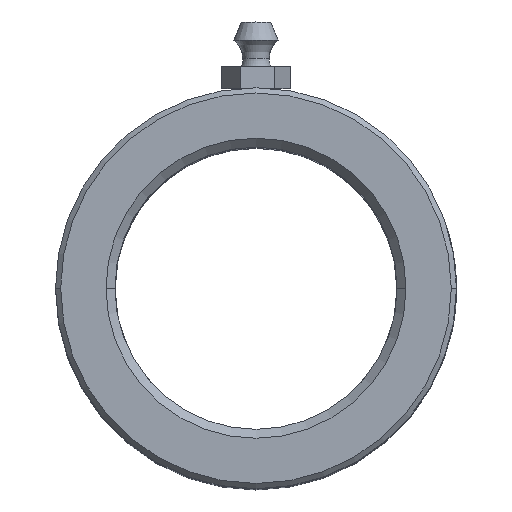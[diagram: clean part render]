
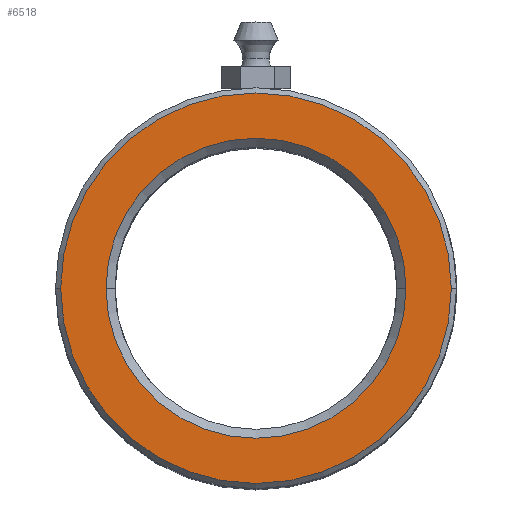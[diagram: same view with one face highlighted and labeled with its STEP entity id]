
A CAD part, top view. The second image highlights one B-rep face of the part: STEP entity #6518.
In plain terms, the highlighted planar face has unit normal (0, 0, 1).
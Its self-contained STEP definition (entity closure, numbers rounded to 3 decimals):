
#72 = DIRECTION ( 'NONE',  ( 0., 0., -1. ) ) ;
#109 = DIRECTION ( 'NONE',  ( 1., 0., 0. ) ) ;
#308 = EDGE_CURVE ( 'NONE', #2979, #1421, #2242, .T. ) ;
#380 = CARTESIAN_POINT ( 'NONE',  ( -26.3, 0., 100. ) ) ;
#465 = CARTESIAN_POINT ( 'NONE',  ( 0., 0., 100. ) ) ;
#553 = ORIENTED_EDGE ( 'NONE', *, *, #3207, .T. ) ;
#1226 = CARTESIAN_POINT ( 'NONE',  ( 0., 0., 100. ) ) ;
#1288 = DIRECTION ( 'NONE',  ( 1., 0., 0. ) ) ;
#1421 = VERTEX_POINT ( 'NONE', #2167 ) ;
#1432 = AXIS2_PLACEMENT_3D ( 'NONE', #1226, #6110, #1288 ) ;
#1548 = DIRECTION ( 'NONE',  ( 1., 0., 0. ) ) ;
#1645 = EDGE_LOOP ( 'NONE', ( #4826, #6783 ) ) ;
#1708 = CARTESIAN_POINT ( 'NONE',  ( 0., 0., 100. ) ) ;
#1837 = CIRCLE ( 'NONE', #4968, 26.3 ) ;
#2140 = EDGE_LOOP ( 'NONE', ( #553, #6722 ) ) ;
#2167 = CARTESIAN_POINT ( 'NONE',  ( 26.3, 0., 100. ) ) ;
#2180 = DIRECTION ( 'NONE',  ( 1., 0., 0. ) ) ;
#2195 = CIRCLE ( 'NONE', #2796, 20.2 ) ;
#2234 = CARTESIAN_POINT ( 'NONE',  ( 0., 0., 100. ) ) ;
#2242 = CIRCLE ( 'NONE', #6088, 26.3 ) ;
#2322 = PLANE ( 'NONE',  #1432 ) ;
#2338 = EDGE_CURVE ( 'NONE', #1421, #2979, #1837, .T. ) ;
#2679 = CARTESIAN_POINT ( 'NONE',  ( 20.2, 0., 100. ) ) ;
#2796 = AXIS2_PLACEMENT_3D ( 'NONE', #6545, #3887, #109 ) ;
#2979 = VERTEX_POINT ( 'NONE', #380 ) ;
#3207 = EDGE_CURVE ( 'NONE', #4241, #3512, #2195, .T. ) ;
#3353 = CIRCLE ( 'NONE', #5634, 20.2 ) ;
#3512 = VERTEX_POINT ( 'NONE', #6154 ) ;
#3887 = DIRECTION ( 'NONE',  ( 0., 0., -1. ) ) ;
#4241 = VERTEX_POINT ( 'NONE', #2679 ) ;
#4826 = ORIENTED_EDGE ( 'NONE', *, *, #308, .T. ) ;
#4829 = DIRECTION ( 'NONE',  ( 1., 0., 0. ) ) ;
#4968 = AXIS2_PLACEMENT_3D ( 'NONE', #1708, #5444, #2180 ) ;
#5105 = FACE_BOUND ( 'NONE', #2140, .T. ) ;
#5444 = DIRECTION ( 'NONE',  ( 0., 0., 1. ) ) ;
#5536 = FACE_OUTER_BOUND ( 'NONE', #1645, .T. ) ;
#5634 = AXIS2_PLACEMENT_3D ( 'NONE', #2234, #72, #4829 ) ;
#5673 = EDGE_CURVE ( 'NONE', #3512, #4241, #3353, .T. ) ;
#6088 = AXIS2_PLACEMENT_3D ( 'NONE', #465, #6318, #1548 ) ;
#6110 = DIRECTION ( 'NONE',  ( 0., 0., 1. ) ) ;
#6154 = CARTESIAN_POINT ( 'NONE',  ( -20.2, 0., 100. ) ) ;
#6318 = DIRECTION ( 'NONE',  ( 0., 0., 1. ) ) ;
#6518 = ADVANCED_FACE ( 'NONE', ( #5536, #5105 ), #2322, .T. ) ;
#6545 = CARTESIAN_POINT ( 'NONE',  ( 0., 0., 100. ) ) ;
#6722 = ORIENTED_EDGE ( 'NONE', *, *, #5673, .T. ) ;
#6783 = ORIENTED_EDGE ( 'NONE', *, *, #2338, .T. ) ;
